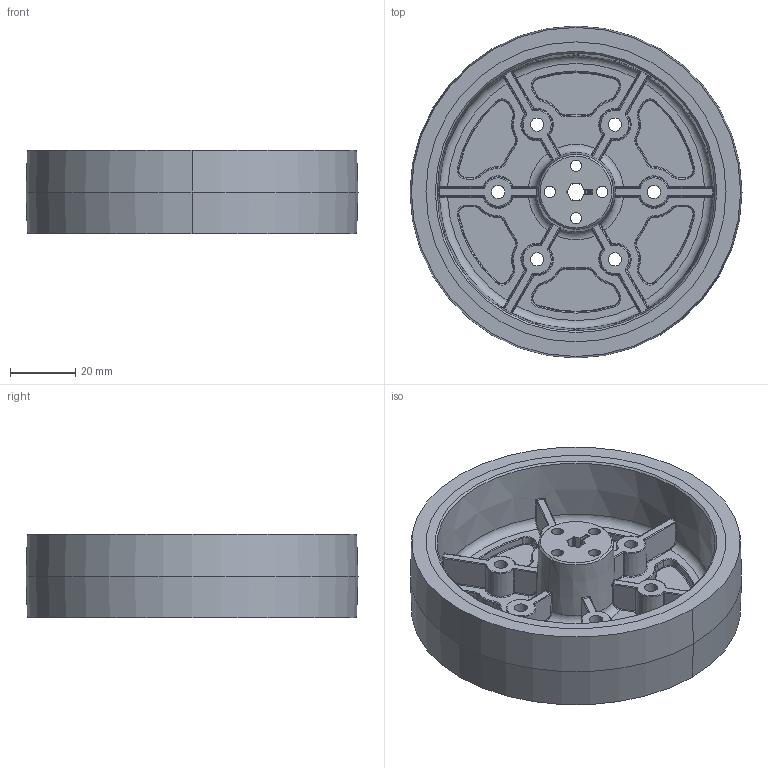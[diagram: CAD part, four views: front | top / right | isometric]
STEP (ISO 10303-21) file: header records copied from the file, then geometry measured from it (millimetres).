
FILE_DESCRIPTION (( 'STEP AP214' ), '1' );
FILE_NAME ('am-3665 4in Stealth Wheel 5mm Hex Hub REV2.STEP', '2018-07-23T20:39:10', ( '' ), ( '' ), 'SwSTEP 2.0', 'SolidWorks 2018', '' );
FILE_SCHEMA (( 'AUTOMOTIVE_DESIGN' ));
Length unit declared in the file: inch
Products named in the file (3): am-3665 4in Stealth Wheel 5mm Hex Hub REV2; 4in Tread; 4in Wheel Intergreated Hub 5mm Hex
Assembly tree (2 placements, depth 2):
  am-3665 4in Stealth Wheel 5mm Hex Hub REV2
    4in Wheel Intergreated Hub 5mm Hex
    4in Tread
Bounding box: 101.6 x 101.6 x 25.4 mm (x, y, z)
Volume: 93386.7 mm3; surface area: 51606.3 mm2
Topology: 2 solids, 2 shells, 657 faces, 1575 edges, 905 vertices
Faces by surface type: torus 226, cone 134, cylinder 116, bspline 98, plane 81, sphere 2
Entity records: 24028 total; most frequent: CARTESIAN_POINT 8956, DIRECTION 3356, ORIENTED_EDGE 3102, EDGE_CURVE 1551, AXIS2_PLACEMENT_3D 1473, CIRCLE 909, VERTEX_POINT 905, EDGE_LOOP 688
